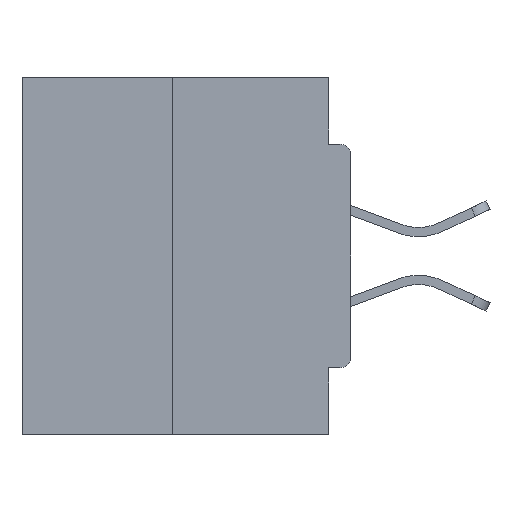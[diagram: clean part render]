
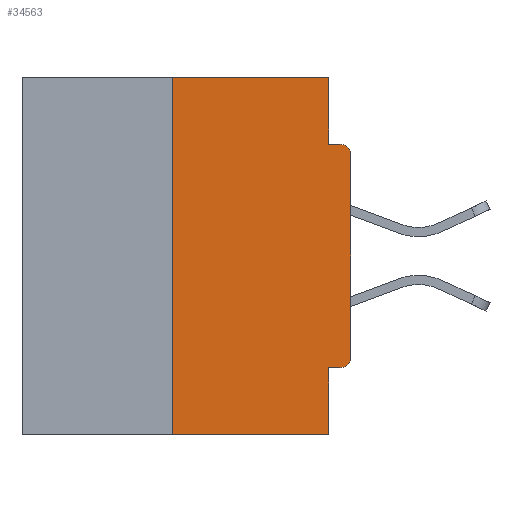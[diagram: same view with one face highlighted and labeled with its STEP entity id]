
A CAD part, left-side view. The second image highlights one B-rep face of the part: STEP entity #34563.
In plain terms, the highlighted planar face has unit normal (-1, 0, 0).
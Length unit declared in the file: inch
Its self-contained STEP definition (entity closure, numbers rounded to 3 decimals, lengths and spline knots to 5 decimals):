
#385 = CARTESIAN_POINT ( 'NONE',  ( 0., 0.015, -0.0935 ) ) ;
#421 = DIRECTION ( 'NONE',  ( 0., 1., 0. ) ) ;
#562 = LINE ( 'NONE', #34060, #15408 ) ;
#1138 = CARTESIAN_POINT ( 'NONE',  ( 0., 0.031, 0. ) ) ;
#1575 = ORIENTED_EDGE ( 'NONE', *, *, #15225, .T. ) ;
#2762 = CARTESIAN_POINT ( 'NONE',  ( 0., 0.25, 0. ) ) ;
#3063 = EDGE_CURVE ( 'NONE', #16135, #15917, #32890, .T. ) ;
#3073 = ORIENTED_EDGE ( 'NONE', *, *, #13567, .F. ) ;
#3233 = VECTOR ( 'NONE', #3964, 39.37008 ) ;
#3339 = ORIENTED_EDGE ( 'NONE', *, *, #4627, .F. ) ;
#3433 = LINE ( 'NONE', #28386, #20072 ) ;
#3677 = EDGE_CURVE ( 'NONE', #30121, #8639, #32450, .T. ) ;
#3964 = DIRECTION ( 'NONE',  ( 0., 0., -1. ) ) ;
#4063 = CARTESIAN_POINT ( 'NONE',  ( 0., 0.031, -0.0935 ) ) ;
#4370 = DIRECTION ( 'NONE',  ( 1., 0., 0. ) ) ;
#4495 = DIRECTION ( 'NONE',  ( -1., 0., 0. ) ) ;
#4627 = EDGE_CURVE ( 'NONE', #8639, #30149, #562, .T. ) ;
#4824 = VECTOR ( 'NONE', #13727, 39.37008 ) ;
#5703 = CARTESIAN_POINT ( 'NONE',  ( 0., 0.015, -0.4065 ) ) ;
#5827 = CARTESIAN_POINT ( 'NONE',  ( 0., 0.031, -0.5 ) ) ;
#6093 = LINE ( 'NONE', #19998, #25355 ) ;
#6206 = EDGE_CURVE ( 'NONE', #15917, #12710, #23217, .T. ) ;
#6907 = ORIENTED_EDGE ( 'NONE', *, *, #24943, .F. ) ;
#7538 = CARTESIAN_POINT ( 'NONE',  ( 0., 0.015, -0.3915 ) ) ;
#7591 = CARTESIAN_POINT ( 'NONE',  ( 0., 0.25, 0. ) ) ;
#7920 = LINE ( 'NONE', #2762, #9673 ) ;
#8326 = ORIENTED_EDGE ( 'NONE', *, *, #6206, .T. ) ;
#8639 = VERTEX_POINT ( 'NONE', #4063 ) ;
#8926 = ORIENTED_EDGE ( 'NONE', *, *, #3063, .T. ) ;
#8982 = DIRECTION ( 'NONE',  ( 0., -1., 0. ) ) ;
#9082 = CARTESIAN_POINT ( 'NONE',  ( 0., 0.25, -0.5 ) ) ;
#9673 = VECTOR ( 'NONE', #20001, 39.37008 ) ;
#10218 = EDGE_LOOP ( 'NONE', ( #23951, #17903, #27992, #3073, #6907, #8926, #8326, #1575, #3339, #29597 ) ) ;
#11246 = CARTESIAN_POINT ( 'NONE',  ( 0., 0.031, 0. ) ) ;
#11876 = CARTESIAN_POINT ( 'NONE',  ( 0., 0.031, -0.5 ) ) ;
#12632 = EDGE_CURVE ( 'NONE', #35110, #28021, #7920, .T. ) ;
#12710 = VERTEX_POINT ( 'NONE', #26219 ) ;
#13567 = EDGE_CURVE ( 'NONE', #16007, #16041, #26543, .T. ) ;
#13727 = DIRECTION ( 'NONE',  ( 0., -1., 0. ) ) ;
#15225 = EDGE_CURVE ( 'NONE', #12710, #30149, #34602, .T. ) ;
#15408 = VECTOR ( 'NONE', #8982, 39.37008 ) ;
#15721 = VECTOR ( 'NONE', #16444, 39.37008 ) ;
#15743 = LINE ( 'NONE', #21835, #4824 ) ;
#15917 = VERTEX_POINT ( 'NONE', #16208 ) ;
#16007 = VERTEX_POINT ( 'NONE', #33108 ) ;
#16041 = VERTEX_POINT ( 'NONE', #5827 ) ;
#16135 = VERTEX_POINT ( 'NONE', #5703 ) ;
#16208 = CARTESIAN_POINT ( 'NONE',  ( 0., 0., -0.3915 ) ) ;
#16218 = CARTESIAN_POINT ( 'NONE',  ( 0., 0.015, -0.1085 ) ) ;
#16444 = DIRECTION ( 'NONE',  ( 0., 0., 1. ) ) ;
#17069 = AXIS2_PLACEMENT_3D ( 'NONE', #17843, #4370, #29411 ) ;
#17843 = CARTESIAN_POINT ( 'NONE',  ( 0., 0.46, 0. ) ) ;
#17903 = ORIENTED_EDGE ( 'NONE', *, *, #12632, .F. ) ;
#18485 = EDGE_CURVE ( 'NONE', #28021, #30121, #6093, .T. ) ;
#18679 = DIRECTION ( 'NONE',  ( -1., 0., 0. ) ) ;
#19149 = VECTOR ( 'NONE', #22921, 39.37008 ) ;
#19823 = AXIS2_PLACEMENT_3D ( 'NONE', #16218, #4495, #27092 ) ;
#19998 = CARTESIAN_POINT ( 'NONE',  ( 0., 0.46, 0. ) ) ;
#20001 = DIRECTION ( 'NONE',  ( 0., 0., 1. ) ) ;
#20072 = VECTOR ( 'NONE', #421, 39.37008 ) ;
#21835 = CARTESIAN_POINT ( 'NONE',  ( 0., 0.46, -0.5 ) ) ;
#22921 = DIRECTION ( 'NONE',  ( 0., 0., -1. ) ) ;
#23217 = LINE ( 'NONE', #32863, #15721 ) ;
#23806 = FACE_OUTER_BOUND ( 'NONE', #10218, .T. ) ;
#23951 = ORIENTED_EDGE ( 'NONE', *, *, #18485, .F. ) ;
#24943 = EDGE_CURVE ( 'NONE', #16135, #16007, #3433, .T. ) ;
#25355 = VECTOR ( 'NONE', #28766, 39.37008 ) ;
#26219 = CARTESIAN_POINT ( 'NONE',  ( 0., 0., -0.1085 ) ) ;
#26543 = LINE ( 'NONE', #11876, #19149 ) ;
#27092 = DIRECTION ( 'NONE',  ( 0., 0., -1. ) ) ;
#27805 = EDGE_CURVE ( 'NONE', #35110, #16041, #15743, .T. ) ;
#27992 = ORIENTED_EDGE ( 'NONE', *, *, #27805, .T. ) ;
#28021 = VERTEX_POINT ( 'NONE', #7591 ) ;
#28386 = CARTESIAN_POINT ( 'NONE',  ( 0., 0., -0.4065 ) ) ;
#28766 = DIRECTION ( 'NONE',  ( 0., -1., 0. ) ) ;
#29411 = DIRECTION ( 'NONE',  ( 0., 0., -1. ) ) ;
#29597 = ORIENTED_EDGE ( 'NONE', *, *, #3677, .F. ) ;
#29763 = DIRECTION ( 'NONE',  ( 0., 0., -1. ) ) ;
#30121 = VERTEX_POINT ( 'NONE', #11246 ) ;
#30149 = VERTEX_POINT ( 'NONE', #385 ) ;
#32275 = PLANE ( 'NONE',  #17069 ) ;
#32323 = AXIS2_PLACEMENT_3D ( 'NONE', #7538, #18679, #29763 ) ;
#32450 = LINE ( 'NONE', #1138, #3233 ) ;
#32863 = CARTESIAN_POINT ( 'NONE',  ( 0., 0., 0. ) ) ;
#32890 = CIRCLE ( 'NONE', #32323, 0.015 ) ;
#33108 = CARTESIAN_POINT ( 'NONE',  ( 0., 0.031, -0.4065 ) ) ;
#34060 = CARTESIAN_POINT ( 'NONE',  ( 0., 0., -0.0935 ) ) ;
#34563 = ADVANCED_FACE ( 'NONE', ( #23806 ), #32275, .F. ) ;
#34602 = CIRCLE ( 'NONE', #19823, 0.015 ) ;
#35110 = VERTEX_POINT ( 'NONE', #9082 ) ;
